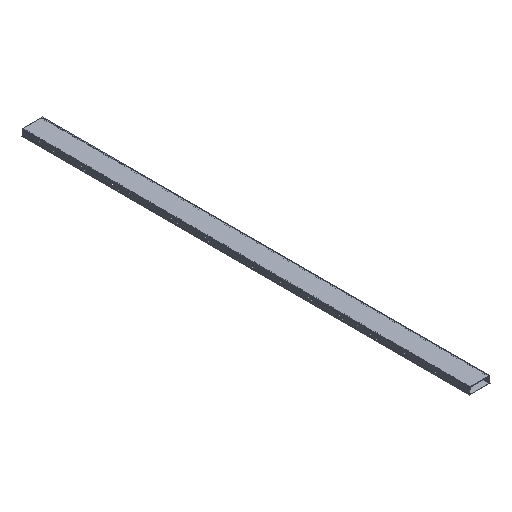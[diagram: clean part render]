
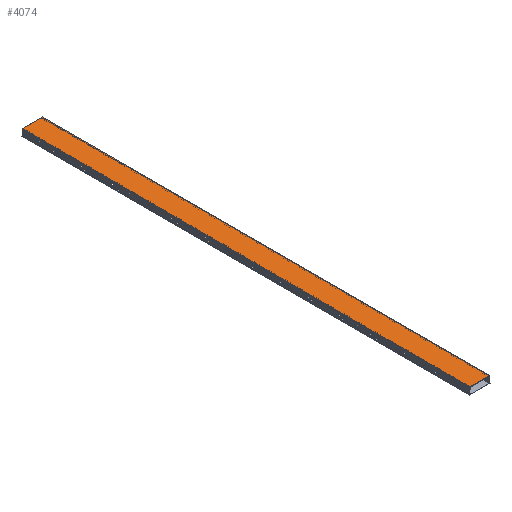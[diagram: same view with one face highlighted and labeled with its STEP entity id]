
A CAD part, isometric view. The second image highlights one B-rep face of the part: STEP entity #4074.
In plain terms, the highlighted planar face has unit normal (0, 0, 1).
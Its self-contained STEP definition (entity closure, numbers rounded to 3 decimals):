
#4074=ADVANCED_FACE('',(#9938),#6902,.T.);
#6902=PLANE('',#67383);
#9938=FACE_OUTER_BOUND('',#13186,.T.);
#13186=EDGE_LOOP('',(#31334,#31335,#31336,#31337));
#31334=ORIENTED_EDGE('',*,*,#46543,.F.);
#31335=ORIENTED_EDGE('',*,*,#46544,.F.);
#31336=ORIENTED_EDGE('',*,*,#46545,.T.);
#31337=ORIENTED_EDGE('',*,*,#46541,.T.);
#37450=VERTEX_POINT('',#101143);
#37451=VERTEX_POINT('',#101145);
#37452=VERTEX_POINT('',#101149);
#37453=VERTEX_POINT('',#101151);
#46541=EDGE_CURVE('',#37451,#37450,#55223,.T.);
#46543=EDGE_CURVE('',#37452,#37450,#55225,.T.);
#46544=EDGE_CURVE('',#37453,#37452,#55226,.T.);
#46545=EDGE_CURVE('',#37453,#37451,#55227,.T.);
#55223=LINE('',#101144,#63905);
#55225=LINE('',#101148,#63907);
#55226=LINE('',#101150,#63908);
#55227=LINE('',#101152,#63909);
#63905=VECTOR('',#82939,1.);
#63907=VECTOR('',#82943,1.);
#63908=VECTOR('',#82944,1.);
#63909=VECTOR('',#82945,1.);
#67383=AXIS2_PLACEMENT_3D('',#101153,#82946,#82947);
#82939=DIRECTION('',(0.,-1.,0.));
#82943=DIRECTION('',(-1.,0.,0.));
#82944=DIRECTION('',(0.,-1.,0.));
#82945=DIRECTION('',(-1.,0.,0.));
#82946=DIRECTION('',(0.,0.,1.));
#82947=DIRECTION('',(1.,0.,0.));
#101143=CARTESIAN_POINT('',(-1.625,0.,1.054));
#101144=CARTESIAN_POINT('',(-1.625,72.,1.054));
#101145=CARTESIAN_POINT('',(-1.625,72.,1.054));
#101148=CARTESIAN_POINT('',(1.625,0.,1.054));
#101149=CARTESIAN_POINT('',(1.625,0.,1.054));
#101150=CARTESIAN_POINT('',(1.625,72.,1.054));
#101151=CARTESIAN_POINT('',(1.625,72.,1.054));
#101152=CARTESIAN_POINT('',(1.625,72.,1.054));
#101153=CARTESIAN_POINT('',(1.625,72.,1.054));
